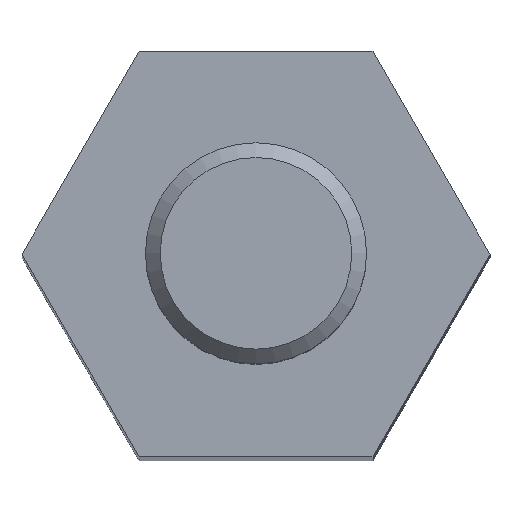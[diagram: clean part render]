
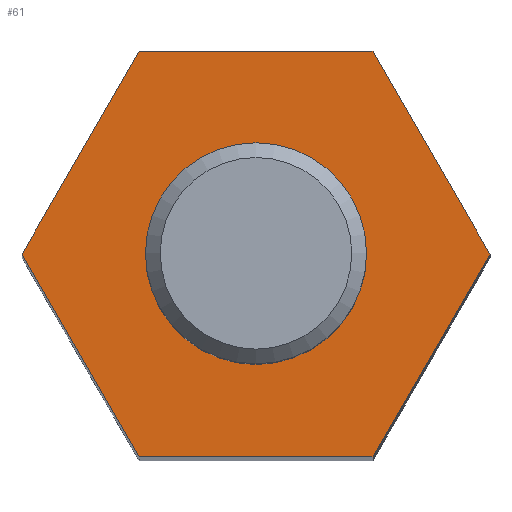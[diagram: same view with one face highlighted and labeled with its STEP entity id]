
A CAD part, top view. The second image highlights one B-rep face of the part: STEP entity #61.
In plain terms, the highlighted planar face has unit normal (0, 0, 1).
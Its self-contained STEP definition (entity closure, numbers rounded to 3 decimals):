
#61 = ADVANCED_FACE( '', ( #135, #136 ), #137, .T. );
#135 = FACE_BOUND( '', #229, .T. );
#136 = FACE_OUTER_BOUND( '', #230, .T. );
#137 = PLANE( '', #231 );
#229 = EDGE_LOOP( '', ( #345 ) );
#230 = EDGE_LOOP( '', ( #346, #347, #348, #349, #350, #351 ) );
#231 = AXIS2_PLACEMENT_3D( '', #352, #353, #354 );
#345 = ORIENTED_EDGE( '', *, *, #493, .T. );
#346 = ORIENTED_EDGE( '', *, *, #508, .T. );
#347 = ORIENTED_EDGE( '', *, *, #509, .T. );
#348 = ORIENTED_EDGE( '', *, *, #483, .T. );
#349 = ORIENTED_EDGE( '', *, *, #510, .T. );
#350 = ORIENTED_EDGE( '', *, *, #489, .T. );
#351 = ORIENTED_EDGE( '', *, *, #505, .T. );
#352 = CARTESIAN_POINT( '', ( 0., 0., 30. ) );
#353 = DIRECTION( '', ( 0., 0., 1. ) );
#354 = DIRECTION( '', ( 1., 0., 0. ) );
#483 = EDGE_CURVE( '', #553, #551, #554, .T. );
#489 = EDGE_CURVE( '', #564, #562, #565, .T. );
#493 = EDGE_CURVE( '', #570, #570, #571, .F. );
#505 = EDGE_CURVE( '', #562, #589, #591, .T. );
#508 = EDGE_CURVE( '', #589, #594, #595, .T. );
#509 = EDGE_CURVE( '', #594, #553, #596, .T. );
#510 = EDGE_CURVE( '', #551, #564, #597, .T. );
#551 = VERTEX_POINT( '', #653 );
#553 = VERTEX_POINT( '', #656 );
#554 = LINE( '', #657, #658 );
#562 = VERTEX_POINT( '', #679 );
#564 = VERTEX_POINT( '', #682 );
#565 = LINE( '', #683, #684 );
#570 = VERTEX_POINT( '', #695 );
#571 = CIRCLE( '', #696, 1.267 );
#589 = VERTEX_POINT( '', #740 );
#591 = LINE( '', #743, #744 );
#594 = VERTEX_POINT( '', #752 );
#595 = LINE( '', #753, #754 );
#596 = LINE( '', #755, #756 );
#597 = LINE( '', #757, #758 );
#653 = CARTESIAN_POINT( '', ( -1.588, -2.75, 30. ) );
#656 = CARTESIAN_POINT( '', ( -3.175, 0., 30. ) );
#657 = CARTESIAN_POINT( '', ( -3.175, 0., 30. ) );
#658 = VECTOR( '', #826, 1000. );
#679 = CARTESIAN_POINT( '', ( 3.175, 0., 30. ) );
#682 = CARTESIAN_POINT( '', ( 1.588, -2.75, 30. ) );
#683 = CARTESIAN_POINT( '', ( 1.588, -2.75, 30. ) );
#684 = VECTOR( '', #829, 1000. );
#695 = CARTESIAN_POINT( '', ( 1.267, 0., 30. ) );
#696 = AXIS2_PLACEMENT_3D( '', #831, #832, #833 );
#740 = CARTESIAN_POINT( '', ( 1.588, 2.75, 30. ) );
#743 = CARTESIAN_POINT( '', ( 3.175, 0., 30. ) );
#744 = VECTOR( '', #844, 1000. );
#752 = CARTESIAN_POINT( '', ( -1.588, 2.75, 30. ) );
#753 = CARTESIAN_POINT( '', ( 1.588, 2.75, 30. ) );
#754 = VECTOR( '', #845, 1000. );
#755 = CARTESIAN_POINT( '', ( -1.588, 2.75, 30. ) );
#756 = VECTOR( '', #846, 1000. );
#757 = CARTESIAN_POINT( '', ( -1.588, -2.75, 30. ) );
#758 = VECTOR( '', #847, 1000. );
#826 = DIRECTION( '', ( 0.5, -0.866, 0. ) );
#829 = DIRECTION( '', ( 0.5, 0.866, 0. ) );
#831 = CARTESIAN_POINT( '', ( 0., 0., 30. ) );
#832 = DIRECTION( '', ( 0., 0., 1. ) );
#833 = DIRECTION( '', ( 1., 0., 0. ) );
#844 = DIRECTION( '', ( -0.5, 0.866, 0. ) );
#845 = DIRECTION( '', ( -1., 0., 0. ) );
#846 = DIRECTION( '', ( -0.5, -0.866, 0. ) );
#847 = DIRECTION( '', ( 1., 0., 0. ) );
